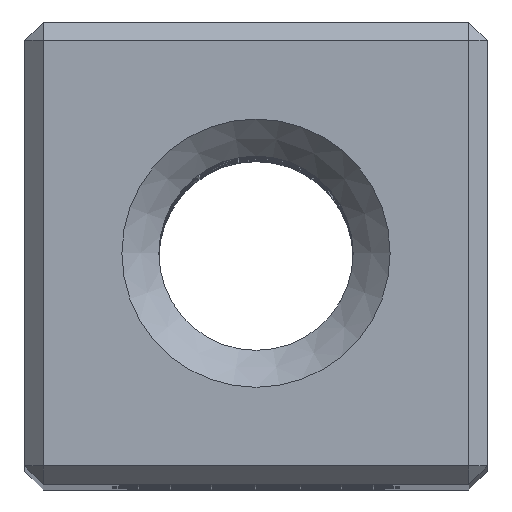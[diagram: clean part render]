
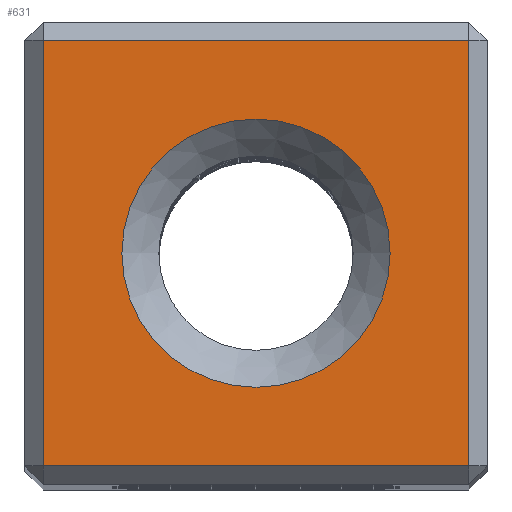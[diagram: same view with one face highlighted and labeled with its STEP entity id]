
A CAD part, top view. The second image highlights one B-rep face of the part: STEP entity #631.
In plain terms, the highlighted planar face has unit normal (0, 0, 1).
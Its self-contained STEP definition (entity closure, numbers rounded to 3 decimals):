
#201 = VERTEX_POINT('',#202);
#202 = CARTESIAN_POINT('',(4.6,-4.6,70.));
#210 = VERTEX_POINT('',#211);
#211 = CARTESIAN_POINT('',(4.6,4.6,70.));
#217 = EDGE_CURVE('',#201,#210,#218,.T.);
#218 = LINE('',#219,#220);
#219 = CARTESIAN_POINT('',(4.6,-5.,70.));
#220 = VECTOR('',#221,1.);
#221 = DIRECTION('',(0.,1.,0.));
#631 = ADVANCED_FACE('',(#632,#643),#668,.T.);
#632 = FACE_BOUND('',#633,.T.);
#633 = EDGE_LOOP('',(#634));
#634 = ORIENTED_EDGE('',*,*,#635,.F.);
#635 = EDGE_CURVE('',#636,#636,#638,.T.);
#636 = VERTEX_POINT('',#637);
#637 = CARTESIAN_POINT('',(2.9,0.,70.));
#638 = CIRCLE('',#639,2.9);
#639 = AXIS2_PLACEMENT_3D('',#640,#641,#642);
#640 = CARTESIAN_POINT('',(0.,0.,70.));
#641 = DIRECTION('',(0.,0.,1.));
#642 = DIRECTION('',(1.,0.,0.));
#643 = FACE_BOUND('',#644,.T.);
#644 = EDGE_LOOP('',(#645,#653,#661,#667));
#645 = ORIENTED_EDGE('',*,*,#646,.T.);
#646 = EDGE_CURVE('',#210,#647,#649,.T.);
#647 = VERTEX_POINT('',#648);
#648 = CARTESIAN_POINT('',(-4.6,4.6,70.));
#649 = LINE('',#650,#651);
#650 = CARTESIAN_POINT('',(5.,4.6,70.));
#651 = VECTOR('',#652,1.);
#652 = DIRECTION('',(-1.,0.,0.));
#653 = ORIENTED_EDGE('',*,*,#654,.T.);
#654 = EDGE_CURVE('',#647,#655,#657,.T.);
#655 = VERTEX_POINT('',#656);
#656 = CARTESIAN_POINT('',(-4.6,-4.6,70.));
#657 = LINE('',#658,#659);
#658 = CARTESIAN_POINT('',(-4.6,5.,70.));
#659 = VECTOR('',#660,1.);
#660 = DIRECTION('',(0.,-1.,0.));
#661 = ORIENTED_EDGE('',*,*,#662,.T.);
#662 = EDGE_CURVE('',#655,#201,#663,.T.);
#663 = LINE('',#664,#665);
#664 = CARTESIAN_POINT('',(-5.,-4.6,70.));
#665 = VECTOR('',#666,1.);
#666 = DIRECTION('',(1.,0.,0.));
#667 = ORIENTED_EDGE('',*,*,#217,.T.);
#668 = PLANE('',#669);
#669 = AXIS2_PLACEMENT_3D('',#670,#671,#672);
#670 = CARTESIAN_POINT('',(0.,0.,70.)
  );
#671 = DIRECTION('',(0.,0.,1.));
#672 = DIRECTION('',(1.,0.,0.));
